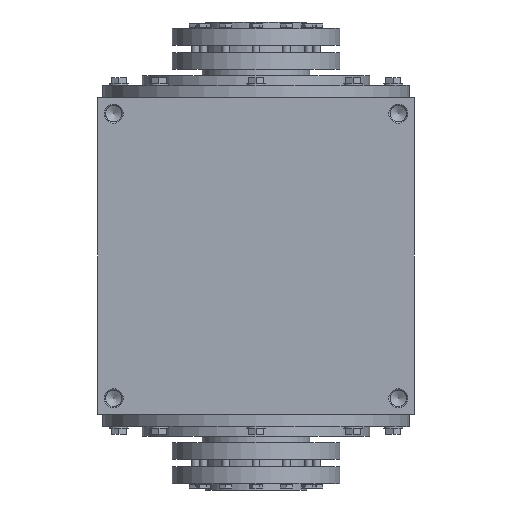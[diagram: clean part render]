
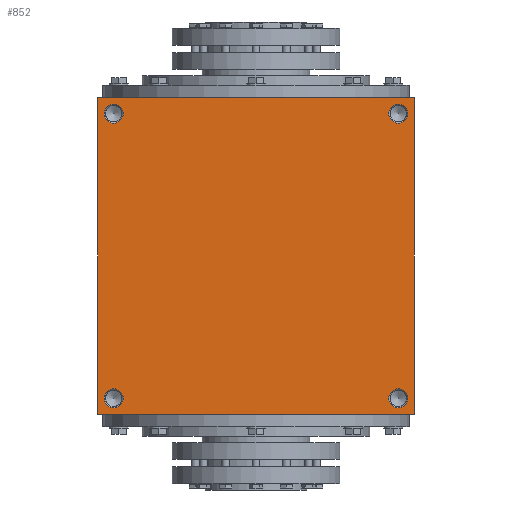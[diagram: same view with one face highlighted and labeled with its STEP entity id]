
A CAD part, left-side view. The second image highlights one B-rep face of the part: STEP entity #852.
In plain terms, the highlighted face is planar.
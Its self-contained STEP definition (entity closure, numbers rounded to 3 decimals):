
#852 = ADVANCED_FACE( '', ( #1821, #1822, #1823, #1824, #1825 ), #1826, .F. );
#1821 = FACE_BOUND( '', #3156, .T. );
#1822 = FACE_BOUND( '', #3157, .T. );
#1823 = FACE_BOUND( '', #3158, .T. );
#1824 = FACE_BOUND( '', #3159, .T. );
#1825 = FACE_OUTER_BOUND( '', #3160, .T. );
#1826 = PLANE( '', #3161 );
#3156 = EDGE_LOOP( '', ( #4862 ) );
#3157 = EDGE_LOOP( '', ( #4863 ) );
#3158 = EDGE_LOOP( '', ( #4864 ) );
#3159 = EDGE_LOOP( '', ( #4865 ) );
#3160 = EDGE_LOOP( '', ( #4866, #4867, #4868, #4869 ) );
#3161 = AXIS2_PLACEMENT_3D( '', #4870, #4871, #4872 );
#4862 = ORIENTED_EDGE( '', *, *, #7158, .F. );
#4863 = ORIENTED_EDGE( '', *, *, #7374, .T. );
#4864 = ORIENTED_EDGE( '', *, *, #7375, .F. );
#4865 = ORIENTED_EDGE( '', *, *, #7239, .T. );
#4866 = ORIENTED_EDGE( '', *, *, #7376, .F. );
#4867 = ORIENTED_EDGE( '', *, *, #7377, .F. );
#4868 = ORIENTED_EDGE( '', *, *, #7378, .F. );
#4869 = ORIENTED_EDGE( '', *, *, #7379, .F. );
#4870 = CARTESIAN_POINT( '', ( 0., 0., -250. ) );
#4871 = DIRECTION( '', ( 0., 0., 1. ) );
#4872 = DIRECTION( '', ( 1., 0., 0. ) );
#7158 = EDGE_CURVE( '', #8334, #8334, #8335, .T. );
#7239 = EDGE_CURVE( '', #8469, #8469, #8470, .T. );
#7374 = EDGE_CURVE( '', #8689, #8689, #8690, .T. );
#7375 = EDGE_CURVE( '', #8691, #8691, #8692, .T. );
#7376 = EDGE_CURVE( '', #8693, #8694, #8695, .T. );
#7377 = EDGE_CURVE( '', #8696, #8693, #8697, .T. );
#7378 = EDGE_CURVE( '', #8698, #8696, #8699, .T. );
#7379 = EDGE_CURVE( '', #8694, #8698, #8700, .T. );
#8334 = VERTEX_POINT( '', #10068 );
#8335 = CIRCLE( '', #10069, 15. );
#8469 = VERTEX_POINT( '', #10344 );
#8470 = CIRCLE( '', #10345, 15. );
#8689 = VERTEX_POINT( '', #10717 );
#8690 = CIRCLE( '', #10718, 15. );
#8691 = VERTEX_POINT( '', #10719 );
#8692 = CIRCLE( '', #10720, 15. );
#8693 = VERTEX_POINT( '', #10721 );
#8694 = VERTEX_POINT( '', #10722 );
#8695 = LINE( '', #10723, #10724 );
#8696 = VERTEX_POINT( '', #10725 );
#8697 = LINE( '', #10726, #10727 );
#8698 = VERTEX_POINT( '', #10728 );
#8699 = LINE( '', #10729, #10730 );
#8700 = LINE( '', #10731, #10732 );
#10068 = CARTESIAN_POINT( '', ( -240., 225., -250. ) );
#10069 = AXIS2_PLACEMENT_3D( '', #12476, #12477, #12478 );
#10344 = CARTESIAN_POINT( '', ( 240., -225., -250. ) );
#10345 = AXIS2_PLACEMENT_3D( '', #12555, #12556, #12557 );
#10717 = CARTESIAN_POINT( '', ( 240., 225., -250. ) );
#10718 = AXIS2_PLACEMENT_3D( '', #12739, #12740, #12741 );
#10719 = CARTESIAN_POINT( '', ( -240., -225., -250. ) );
#10720 = AXIS2_PLACEMENT_3D( '', #12742, #12743, #12744 );
#10721 = CARTESIAN_POINT( '', ( -250., 250., -250. ) );
#10722 = CARTESIAN_POINT( '', ( -250., -250., -250. ) );
#10723 = CARTESIAN_POINT( '', ( -250., 250., -250. ) );
#10724 = VECTOR( '', #12745, 1000. );
#10725 = CARTESIAN_POINT( '', ( 250., 250., -250. ) );
#10726 = CARTESIAN_POINT( '', ( 250., 250., -250. ) );
#10727 = VECTOR( '', #12746, 1000. );
#10728 = CARTESIAN_POINT( '', ( 250., -250., -250. ) );
#10729 = CARTESIAN_POINT( '', ( 250., -250., -250. ) );
#10730 = VECTOR( '', #12747, 1000. );
#10731 = CARTESIAN_POINT( '', ( -250., -250., -250. ) );
#10732 = VECTOR( '', #12748, 1000. );
#12476 = CARTESIAN_POINT( '', ( -225., 225., -250. ) );
#12477 = DIRECTION( '', ( 0., 0., -1. ) );
#12478 = DIRECTION( '', ( -1., 0., 0. ) );
#12555 = CARTESIAN_POINT( '', ( 225., -225., -250. ) );
#12556 = DIRECTION( '', ( 0., 0., 1. ) );
#12557 = DIRECTION( '', ( 1., 0., 0. ) );
#12739 = CARTESIAN_POINT( '', ( 225., 225., -250. ) );
#12740 = DIRECTION( '', ( 0., 0., 1. ) );
#12741 = DIRECTION( '', ( 1., 0., 0. ) );
#12742 = CARTESIAN_POINT( '', ( -225., -225., -250. ) );
#12743 = DIRECTION( '', ( 0., 0., -1. ) );
#12744 = DIRECTION( '', ( -1., 0., 0. ) );
#12745 = DIRECTION( '', ( 0., -1., 0. ) );
#12746 = DIRECTION( '', ( -1., 0., 0. ) );
#12747 = DIRECTION( '', ( 0., 1., 0. ) );
#12748 = DIRECTION( '', ( 1., 0., 0. ) );
